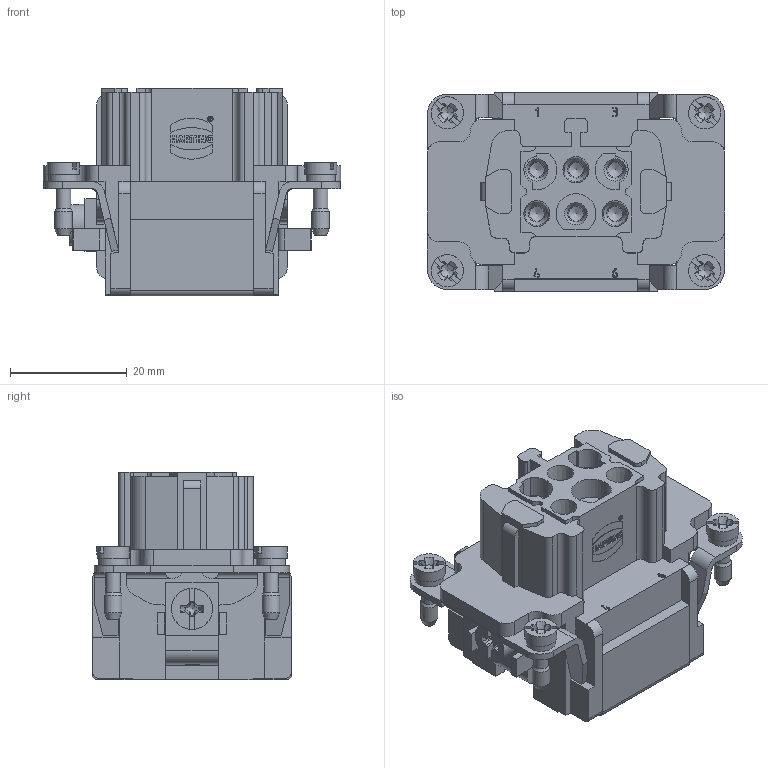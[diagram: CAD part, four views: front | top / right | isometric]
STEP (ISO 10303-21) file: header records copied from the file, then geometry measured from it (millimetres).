
FILE_DESCRIPTION(/* description */ (''),/* implementation_level */ '2;1');
FILE_NAME(/* name */ '100095117ugm000_d.stp',/* time_stamp */ '2018-11-27T14:58:23+01:00',/* author */ (''),/* organization */ (''),/* preprocessor_version */ 'ST-DEVELOPER v16.7',/* originating_system */ 'SIEMENS PLM Software NX 12.0',/* authorisation */ '');
FILE_SCHEMA (('AUTOMOTIVE_DESIGN { 1 0 10303 214 3 1 1 1 }'));
Length unit declared in the file: millimetre
Products named in the file (1): 100095117ugm000_d
Bounding box: 50.85 x 34 x 35.55 mm (x, y, z)
Volume: 27664.8 mm3; surface area: 12037.4 mm2
Topology: 1 solids, 1 shells, 1011 faces, 3236 edges, 2732 vertices
Faces by surface type: plane 662, cylinder 167, extrusion 116, cone 60, torus 6
Full cylindrical faces by diameter (mm): 0.797 x1, 0.942 x1, 2.13 x2, 2.285 x2, 2.5 x4, 2.85 x6, 3 x4, 3.025 x6, 3.242 x1, 5 x4, 5.4 x6, 5.5 x4, 7 x1
Entity records: 39570 total; most frequent: CARTESIAN_POINT 8419, ORIENTED_EDGE 5306, DIRECTION 4921, EDGE_CURVE 2653, VECTOR 2139, LINE 2023, VERTEX_POINT 1814, AXIS2_PLACEMENT_3D 1391
